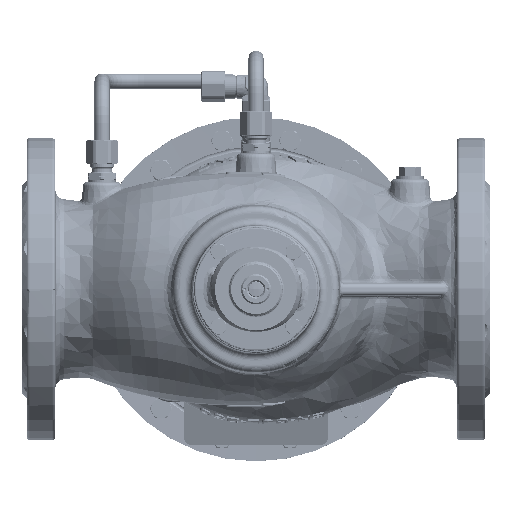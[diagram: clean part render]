
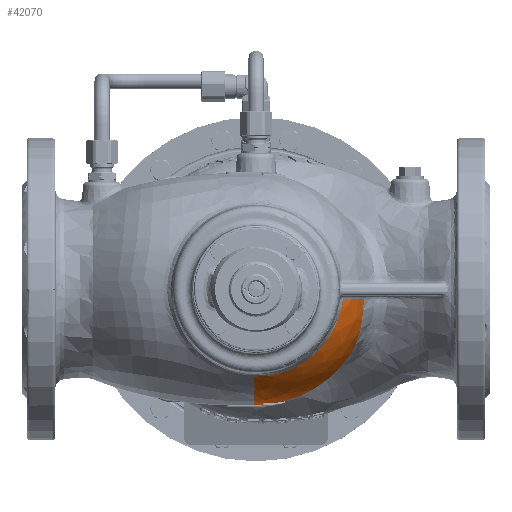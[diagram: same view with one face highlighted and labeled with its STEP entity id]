
A CAD part, front view. The second image highlights one B-rep face of the part: STEP entity #42070.
In plain terms, the highlighted spherical face has radius 77.421 mm.
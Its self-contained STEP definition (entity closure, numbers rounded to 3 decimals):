
#6667=CARTESIAN_POINT('',(-0.999,-33.383,
-76.591));
#6692=CARTESIAN_POINT('',(-1.001,-73.424,
-57.944));
#6694=CARTESIAN_POINT('',(-1.,-22.08,0.));
#6695=DIRECTION('',(1.,0.,0.));
#6696=DIRECTION('',(0.,-0.663,-0.748));
#6697=AXIS2_PLACEMENT_3D('',#6694,#6695,#6696);
#6704=CARTESIAN_POINT('',(-1.,-33.383,0.));
#6705=DIRECTION('',(0.,-1.,0.));
#6706=DIRECTION('',(0.,0.,-1.));
#6707=AXIS2_PLACEMENT_3D('',#6704,#6705,#6706);
#6984=CARTESIAN_POINT('',(6.831,-36.931,
0.));
#6985=DIRECTION('',(-0.466,0.885,0.));
#6986=DIRECTION('',(0.133,0.07,-0.989));
#6987=AXIS2_PLACEMENT_3D('',#6984,#6985,#6986);
#6989=CARTESIAN_POINT('',(5.466,-37.651,
-75.562));
#6990=CARTESIAN_POINT('',(5.349,-37.712,
-75.56));
#6991=CARTESIAN_POINT('',(5.089,-37.791,
-75.565));
#6992=CARTESIAN_POINT('',(4.666,-37.739,
-75.609));
#6993=CARTESIAN_POINT('',(4.311,-37.528,
-75.678));
#6994=CARTESIAN_POINT('',(4.062,-37.19,
-75.763));
#6995=CARTESIAN_POINT('',(4.,-36.909,-75.822));
#6996=CARTESIAN_POINT('',(4.,-36.766,-75.85));
#6998=CARTESIAN_POINT('',(4.,-22.08,0.));
#6999=DIRECTION('',(1.,0.,0.));
#7000=DIRECTION('',(0.,-0.19,-0.982));
#7001=AXIS2_PLACEMENT_3D('',#6998,#6999,#7000);
#7003=CARTESIAN_POINT('',(4.,-34.383,-76.273));
#7004=CARTESIAN_POINT('',(4.,-34.247,-76.295));
#7005=CARTESIAN_POINT('',(3.944,-33.981,
-76.341));
#7006=CARTESIAN_POINT('',(3.723,-33.656,
-76.405));
#7007=CARTESIAN_POINT('',(3.389,-33.434,
-76.458));
#7008=CARTESIAN_POINT('',(3.13,-33.383,
-76.48));
#7009=CARTESIAN_POINT('',(3.,-33.383,
-76.486));
#7011=CARTESIAN_POINT('',(-1.001,-73.424,
-57.944));
#7012=CARTESIAN_POINT('',(2.16,-73.366,
-57.995));
#7013=CARTESIAN_POINT('',(8.476,-73.25,
-57.582));
#7014=CARTESIAN_POINT('',(17.717,-73.079,
-55.431));
#7015=CARTESIAN_POINT('',(26.477,-72.917,
-51.811));
#7016=CARTESIAN_POINT('',(34.533,-72.767,
-46.818));
#7017=CARTESIAN_POINT('',(41.675,-72.635,
-40.582));
#7018=CARTESIAN_POINT('',(47.715,-72.522,
-33.261));
#7019=CARTESIAN_POINT('',(52.492,-72.433,
-25.044));
#7020=CARTESIAN_POINT('',(55.875,-72.369,
-16.137));
#7021=CARTESIAN_POINT('',(57.133,-72.345,
-9.899));
#7022=CARTESIAN_POINT('',(57.503,-72.338,
-6.739));
#7024=CARTESIAN_POINT('',(-1.,-22.08,-6.739));
#7025=DIRECTION('',(0.,0.,1.));
#7026=DIRECTION('',(0.759,-0.652,0.));
#7027=AXIS2_PLACEMENT_3D('',#7024,#7025,#7026);
#7029=CARTESIAN_POINT('',(71.468,-48.479,
-6.739));
#7030=CARTESIAN_POINT('',(71.455,-48.44,
-7.025));
#7031=CARTESIAN_POINT('',(71.407,-48.288,
-8.071));
#7032=CARTESIAN_POINT('',(71.309,-47.966,
-9.848));
#7033=CARTESIAN_POINT('',(71.157,-47.457,
-12.037));
#7034=CARTESIAN_POINT('',(70.981,-46.857,
-14.152));
#7035=CARTESIAN_POINT('',(70.784,-46.183,
-16.169));
#7036=CARTESIAN_POINT('',(70.574,-45.47,
-18.034));
#7037=CARTESIAN_POINT('',(70.362,-44.765,
-19.69));
#7038=CARTESIAN_POINT('',(70.159,-44.105,
-21.117));
#7039=CARTESIAN_POINT('',(69.966,-43.497,
-22.351));
#7040=CARTESIAN_POINT('',(69.774,-42.911,
-23.484));
#7041=CARTESIAN_POINT('',(69.573,-42.318,
-24.583));
#7042=CARTESIAN_POINT('',(69.357,-41.711,
-25.67));
#7043=CARTESIAN_POINT('',(69.131,-41.107,
-26.722));
#7044=CARTESIAN_POINT('',(68.898,-40.523,
-27.722));
#7045=CARTESIAN_POINT('',(68.662,-39.972,
-28.659));
#7046=CARTESIAN_POINT('',(68.426,-39.459,
-29.534));
#7047=CARTESIAN_POINT('',(68.208,-39.018,
-30.29));
#7048=CARTESIAN_POINT('',(68.068,-38.753,
-30.751));
#7049=CARTESIAN_POINT('',(68.007,-38.641,
-30.946));
#7051=CARTESIAN_POINT('',(68.007,-38.641,
-30.946));
#7052=CARTESIAN_POINT('',(67.944,-38.525,
-31.148));
#7053=CARTESIAN_POINT('',(67.801,-38.265,
-31.601));
#7054=CARTESIAN_POINT('',(67.571,-37.856,
-32.302));
#7055=CARTESIAN_POINT('',(67.321,-37.421,
-33.032));
#7056=CARTESIAN_POINT('',(67.07,-36.992,
-33.738));
#7057=CARTESIAN_POINT('',(66.817,-36.564,
-34.428));
#7058=CARTESIAN_POINT('',(66.557,-36.132,
-35.109));
#7059=CARTESIAN_POINT('',(66.292,-35.695,
-35.786));
#7060=CARTESIAN_POINT('',(66.018,-35.249,
-36.46));
#7061=CARTESIAN_POINT('',(65.733,-34.791,
-37.139));
#7062=CARTESIAN_POINT('',(65.43,-34.308,
-37.839));
#7063=CARTESIAN_POINT('',(65.098,-33.785,
-38.578));
#7064=CARTESIAN_POINT('',(64.727,-33.207,
-39.377));
#7065=CARTESIAN_POINT('',(64.303,-32.555,
-40.251));
#7066=CARTESIAN_POINT('',(63.956,-32.027,
-40.938));
#7067=CARTESIAN_POINT('',(63.749,-31.714,
-41.337));
#7068=CARTESIAN_POINT('',(63.705,-31.649,
-41.419));
#7070=CARTESIAN_POINT('',(-1.,-31.649,0.));
#7071=DIRECTION('',(0.,1.,0.));
#7072=DIRECTION('',(0.842,0.,-0.539));
#7073=AXIS2_PLACEMENT_3D('',#7070,#7071,#7072);
#26134=VERTEX_POINT('',#6692);
#26135=VERTEX_POINT('',#6667);
#26139=CARTESIAN_POINT('',(3.,-33.383,
-76.486));
#26141=VERTEX_POINT('',#26139);
#26145=CARTESIAN_POINT('',(4.,-34.383,-76.273));
#26147=VERTEX_POINT('',#26145);
#26150=CARTESIAN_POINT('',(4.,-36.766,-75.85));
#26152=VERTEX_POINT('',#26150);
#26153=CARTESIAN_POINT('',(5.466,-37.651,
-75.562));
#26155=VERTEX_POINT('',#26153);
#26162=CARTESIAN_POINT('',(16.848,-31.649,
-74.725));
#26163=VERTEX_POINT('',#26162);
#26199=CARTESIAN_POINT('',(63.705,-31.649,
-41.419));
#26200=VERTEX_POINT('',#26199);
#26203=VERTEX_POINT('',#7022);
#26204=CARTESIAN_POINT('',(71.468,-48.479,
-6.739));
#26205=VERTEX_POINT('',#26204);
#26206=VERTEX_POINT('',#7049);
#42048=CARTESIAN_POINT('',(-1.,-22.08,0.));
#42049=DIRECTION('',(0.,-0.663,-0.748));
#42050=DIRECTION('',(0.,-0.748,0.663));
#42051=AXIS2_PLACEMENT_3D('',#42048,#42049,#42050);
#42052=SPHERICAL_SURFACE('',#42051,77.42);
#42053=ORIENTED_EDGE('',*,*,#41851,.T.);
#42054=ORIENTED_EDGE('',*,*,#41834,.T.);
#42055=ORIENTED_EDGE('',*,*,#41819,.T.);
#42056=ORIENTED_EDGE('',*,*,#41804,.T.);
#42057=ORIENTED_EDGE('',*,*,#41789,.F.);
#42058=ORIENTED_EDGE('',*,*,#41770,.F.);
#42060=ORIENTED_EDGE('',*,*,#42059,.T.);
#42062=ORIENTED_EDGE('',*,*,#42061,.T.);
#42064=ORIENTED_EDGE('',*,*,#42063,.T.);
#42066=ORIENTED_EDGE('',*,*,#42065,.T.);
#42067=ORIENTED_EDGE('',*,*,#42036,.T.);
#42068=EDGE_LOOP('',(#42053,#42054,#42055,#42056,#42057,#42058,#42060,#42062,
#42064,#42066,#42067));
#42069=FACE_OUTER_BOUND('',#42068,.F.);
#6698=CIRCLE('',#6697,77.42);
#6708=CIRCLE('',#6707,76.591);
#6988=CIRCLE('',#6987,75.578);
#6997=B_SPLINE_CURVE_WITH_KNOTS('',3,(#6989,#6990,#6991,#6992,#6993,#6994,#6995,
#6996),.UNSPECIFIED.,.F.,.F.,(4,1,1,1,1,4),(0.,0.2,0.4,0.6,0.8,1.),
.UNSPECIFIED.);
#7002=CIRCLE('',#7001,77.259);
#7010=B_SPLINE_CURVE_WITH_KNOTS('',3,(#7003,#7004,#7005,#7006,#7007,#7008,
#7009),.UNSPECIFIED.,.F.,.F.,(4,1,1,1,4),(0.,0.25,0.5,0.75,1.),
.UNSPECIFIED.);
#7023=B_SPLINE_CURVE_WITH_KNOTS('',3,(#7011,#7012,#7013,#7014,#7015,#7016,#7017,
#7018,#7019,#7020,#7021,#7022),.UNSPECIFIED.,.F.,.F.,(4,1,1,1,1,1,1,1,1,4),
(0.,0.111,0.222,0.333,0.444,
0.556,0.667,0.778,0.889,1.),
.UNSPECIFIED.);
#7028=CIRCLE('',#7027,77.127);
#7050=B_SPLINE_CURVE_WITH_KNOTS('',3,(#7029,#7030,#7031,#7032,#7033,#7034,#7035,
#7036,#7037,#7038,#7039,#7040,#7041,#7042,#7043,#7044,#7045,#7046,#7047,#7048,
#7049),.UNSPECIFIED.,.F.,.F.,(4,1,1,1,1,1,1,1,1,1,1,1,1,1,1,1,1,1,4),(0.,
0.029,0.105,0.178,0.251,
0.323,0.393,0.457,0.513,
0.563,0.61,0.66,0.711,
0.763,0.815,0.867,0.917,
0.965,1.),.UNSPECIFIED.);
#7069=B_SPLINE_CURVE_WITH_KNOTS('',3,(#7051,#7052,#7053,#7054,#7055,#7056,#7057,
#7058,#7059,#7060,#7061,#7062,#7063,#7064,#7065,#7066,#7067,#7068),
.UNSPECIFIED.,.F.,.F.,(4,1,1,1,1,1,1,1,1,1,1,1,1,1,1,4),(0.,0.058,
0.129,0.196,0.261,0.324,
0.388,0.451,0.514,0.578,
0.644,0.715,0.792,0.878,
0.975,1.),.UNSPECIFIED.);
#7074=CIRCLE('',#7073,76.827);
#41770=EDGE_CURVE('',#26134,#26135,#6698,.T.);
#41789=EDGE_CURVE('',#26135,#26141,#6708,.T.);
#41804=EDGE_CURVE('',#26147,#26141,#7010,.T.);
#41819=EDGE_CURVE('',#26152,#26147,#7002,.T.);
#41834=EDGE_CURVE('',#26155,#26152,#6997,.T.);
#41851=EDGE_CURVE('',#26163,#26155,#6988,.T.);
#42036=EDGE_CURVE('',#26200,#26163,#7074,.T.);
#42059=EDGE_CURVE('',#26134,#26203,#7023,.T.);
#42061=EDGE_CURVE('',#26203,#26205,#7028,.T.);
#42063=EDGE_CURVE('',#26205,#26206,#7050,.T.);
#42065=EDGE_CURVE('',#26206,#26200,#7069,.T.);
#42070=ADVANCED_FACE('',(#42069),#42052,.T.);
